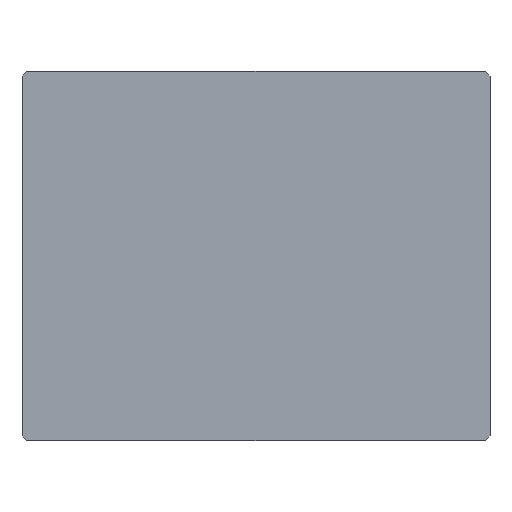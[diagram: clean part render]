
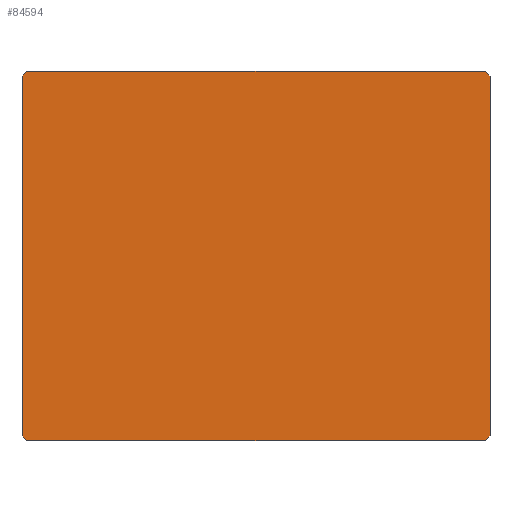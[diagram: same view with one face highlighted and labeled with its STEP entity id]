
A CAD part, front view. The second image highlights one B-rep face of the part: STEP entity #84594.
In plain terms, the highlighted planar face has unit normal (0, -1, 0).
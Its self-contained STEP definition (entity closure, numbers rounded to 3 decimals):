
#5622=FACE_OUTER_BOUND('',#11085,.T.);
#11085=EDGE_LOOP('',(#73539,#73540,#73541,#73542,#73543,#73544,#73545,#73546));
#22308=LINE('',#135223,#33580);
#22309=LINE('',#135225,#33581);
#22310=LINE('',#135227,#33582);
#22311=LINE('',#135229,#33583);
#22312=LINE('',#135231,#33584);
#22313=LINE('',#135233,#33585);
#22314=LINE('',#135235,#33586);
#22315=LINE('',#135236,#33587);
#33580=VECTOR('',#112410,2.828);
#33581=VECTOR('',#112411,186.);
#33582=VECTOR('',#112412,2.828);
#33583=VECTOR('',#112413,146.);
#33584=VECTOR('',#112414,2.828);
#33585=VECTOR('',#112415,186.);
#33586=VECTOR('',#112416,2.828);
#33587=VECTOR('',#112417,146.);
#39552=VERTEX_POINT('',#135221);
#39553=VERTEX_POINT('',#135222);
#39554=VERTEX_POINT('',#135224);
#39555=VERTEX_POINT('',#135226);
#39556=VERTEX_POINT('',#135228);
#39557=VERTEX_POINT('',#135230);
#39558=VERTEX_POINT('',#135232);
#39559=VERTEX_POINT('',#135234);
#50893=EDGE_CURVE('',#39552,#39553,#22308,.T.);
#50894=EDGE_CURVE('',#39554,#39553,#22309,.T.);
#50895=EDGE_CURVE('',#39554,#39555,#22310,.T.);
#50896=EDGE_CURVE('',#39556,#39555,#22311,.T.);
#50897=EDGE_CURVE('',#39556,#39557,#22312,.T.);
#50898=EDGE_CURVE('',#39558,#39557,#22313,.T.);
#50899=EDGE_CURVE('',#39558,#39559,#22314,.T.);
#50900=EDGE_CURVE('',#39552,#39559,#22315,.T.);
#73539=ORIENTED_EDGE('',*,*,#50893,.T.);
#73540=ORIENTED_EDGE('',*,*,#50894,.F.);
#73541=ORIENTED_EDGE('',*,*,#50895,.T.);
#73542=ORIENTED_EDGE('',*,*,#50896,.F.);
#73543=ORIENTED_EDGE('',*,*,#50897,.T.);
#73544=ORIENTED_EDGE('',*,*,#50898,.F.);
#73545=ORIENTED_EDGE('',*,*,#50899,.T.);
#73546=ORIENTED_EDGE('',*,*,#50900,.F.);
#79162=PLANE('',#90191);
#84594=ADVANCED_FACE('',(#5622),#79162,.F.);
#90191=AXIS2_PLACEMENT_3D('',#135220,#112408,#112409);
#112408=DIRECTION('center_axis',(0.,1.,0.));
#112409=DIRECTION('ref_axis',(0.,0.,-1.));
#112410=DIRECTION('',(-0.707,0.,0.707));
#112411=DIRECTION('',(1.,0.,0.));
#112412=DIRECTION('',(-0.707,0.,-0.707));
#112413=DIRECTION('',(0.,0.,1.));
#112414=DIRECTION('',(0.707,0.,-0.707));
#112415=DIRECTION('',(-1.,0.,0.));
#112416=DIRECTION('',(0.707,0.,0.707));
#112417=DIRECTION('',(0.,0.,-1.));
#135220=CARTESIAN_POINT('Origin',(0.,0.,0.));
#135221=CARTESIAN_POINT('',(95.,0.,73.));
#135222=CARTESIAN_POINT('',(93.,0.,75.));
#135223=CARTESIAN_POINT('',(95.,0.,73.));
#135224=CARTESIAN_POINT('',(-93.,0.,75.));
#135225=CARTESIAN_POINT('',(-93.,0.,75.));
#135226=CARTESIAN_POINT('',(-95.,0.,73.));
#135227=CARTESIAN_POINT('',(-93.,0.,75.));
#135228=CARTESIAN_POINT('',(-95.,0.,-73.));
#135229=CARTESIAN_POINT('',(-95.,0.,-73.));
#135230=CARTESIAN_POINT('',(-93.,0.,-75.));
#135231=CARTESIAN_POINT('',(-95.,0.,-73.));
#135232=CARTESIAN_POINT('',(93.,0.,-75.));
#135233=CARTESIAN_POINT('',(93.,0.,-75.));
#135234=CARTESIAN_POINT('',(95.,0.,-73.));
#135235=CARTESIAN_POINT('',(93.,0.,-75.));
#135236=CARTESIAN_POINT('',(95.,0.,73.));
